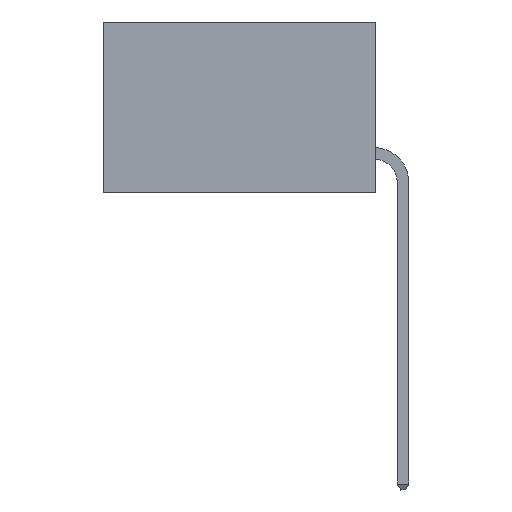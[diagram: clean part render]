
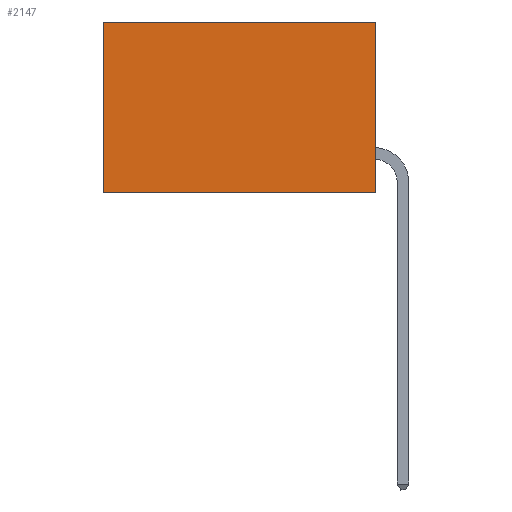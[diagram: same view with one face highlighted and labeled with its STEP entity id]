
A CAD part, left-side view. The second image highlights one B-rep face of the part: STEP entity #2147.
In plain terms, the highlighted planar face has unit normal (-1, 0, 0).
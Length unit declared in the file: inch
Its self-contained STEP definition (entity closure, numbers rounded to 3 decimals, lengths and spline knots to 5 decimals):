
#302 = VECTOR ( 'NONE', #13117, 39.37008 ) ;
#716 = AXIS2_PLACEMENT_3D ( 'NONE', #7792, #7622, #7594 ) ;
#1115 = LINE ( 'NONE', #7354, #6250 ) ;
#1175 = EDGE_CURVE ( 'NONE', #1824, #7225, #1694, .T. ) ;
#1694 = LINE ( 'NONE', #7712, #7334 ) ;
#1824 = VERTEX_POINT ( 'NONE', #10066 ) ;
#2147 = ADVANCED_FACE ( 'NONE', ( #12977 ), #7623, .F. ) ;
#2551 = EDGE_LOOP ( 'NONE', ( #6958, #11968, #7883, #13103 ) ) ;
#4046 = EDGE_CURVE ( 'NONE', #7225, #7038, #1115, .T. ) ;
#4137 = LINE ( 'NONE', #12267, #302 ) ;
#4444 = VECTOR ( 'NONE', #11251, 39.37008 ) ;
#4509 = EDGE_CURVE ( 'NONE', #11918, #7038, #4137, .T. ) ;
#4963 = CARTESIAN_POINT ( 'NONE',  ( 0.277, 0.59, 0. ) ) ;
#5001 = EDGE_CURVE ( 'NONE', #1824, #11918, #11854, .T. ) ;
#6250 = VECTOR ( 'NONE', #7364, 39.37008 ) ;
#6812 = DIRECTION ( 'NONE',  ( 0., 1., 0. ) ) ;
#6958 = ORIENTED_EDGE ( 'NONE', *, *, #4046, .T. ) ;
#7038 = VERTEX_POINT ( 'NONE', #8845 ) ;
#7225 = VERTEX_POINT ( 'NONE', #4963 ) ;
#7334 = VECTOR ( 'NONE', #6812, 39.37008 ) ;
#7354 = CARTESIAN_POINT ( 'NONE',  ( 0.277, 0.59, -0.37 ) ) ;
#7364 = DIRECTION ( 'NONE',  ( 0., 0., -1. ) ) ;
#7594 = DIRECTION ( 'NONE',  ( 0., 0., -1. ) ) ;
#7622 = DIRECTION ( 'NONE',  ( 1., 0., 0. ) ) ;
#7623 = PLANE ( 'NONE',  #716 ) ;
#7712 = CARTESIAN_POINT ( 'NONE',  ( 0.277, 0., 0. ) ) ;
#7792 = CARTESIAN_POINT ( 'NONE',  ( 0.277, 0., -0.37 ) ) ;
#7883 = ORIENTED_EDGE ( 'NONE', *, *, #5001, .F. ) ;
#8845 = CARTESIAN_POINT ( 'NONE',  ( 0.277, 0.59, -0.37 ) ) ;
#10066 = CARTESIAN_POINT ( 'NONE',  ( 0.277, 0., 0. ) ) ;
#11239 = CARTESIAN_POINT ( 'NONE',  ( 0.277, 0., -0.37 ) ) ;
#11251 = DIRECTION ( 'NONE',  ( 0., 0., -1. ) ) ;
#11854 = LINE ( 'NONE', #11239, #4444 ) ;
#11918 = VERTEX_POINT ( 'NONE', #12068 ) ;
#11968 = ORIENTED_EDGE ( 'NONE', *, *, #4509, .F. ) ;
#12068 = CARTESIAN_POINT ( 'NONE',  ( 0.277, 0., -0.37 ) ) ;
#12267 = CARTESIAN_POINT ( 'NONE',  ( 0.277, 0., -0.37 ) ) ;
#12977 = FACE_OUTER_BOUND ( 'NONE', #2551, .T. ) ;
#13103 = ORIENTED_EDGE ( 'NONE', *, *, #1175, .T. ) ;
#13117 = DIRECTION ( 'NONE',  ( 0., 1., 0. ) ) ;
